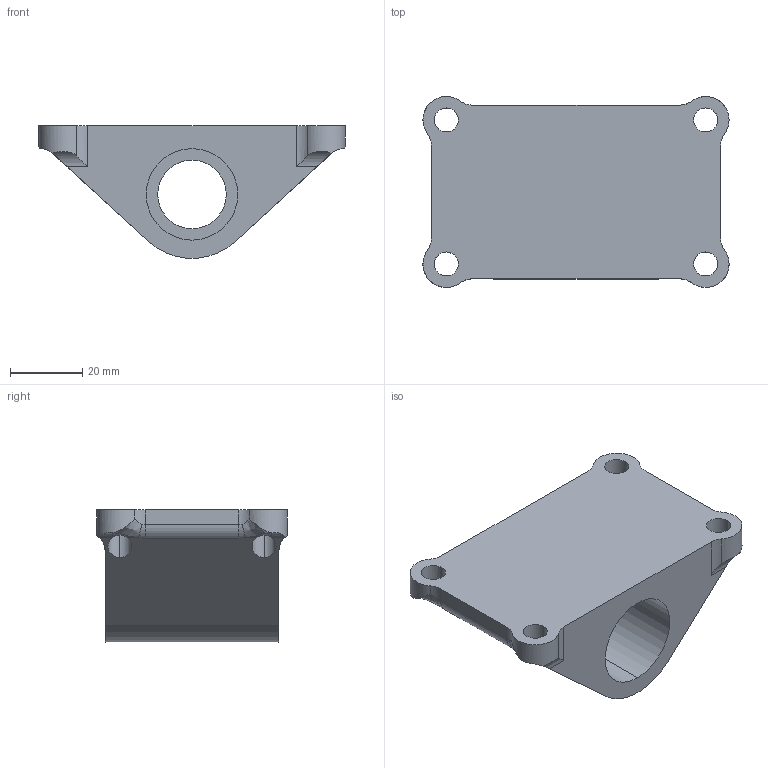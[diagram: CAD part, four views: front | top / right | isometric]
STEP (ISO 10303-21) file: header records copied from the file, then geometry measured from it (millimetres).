
FILE_DESCRIPTION (( 'STEP AP214' ), '1' );
FILE_NAME ('4400-23-P-0615.STEP', '2023-04-03T19:37:57', ( '' ), ( '' ), 'SwSTEP 2.0', 'SolidWorks 2022', '' );
FILE_SCHEMA (( 'AUTOMOTIVE_DESIGN' ));
Length unit declared in the file: inch
Products named in the file (1): 4400-23-P-0615
Bounding box: 85.02 x 53.01 x 36.77 mm (x, y, z)
Volume: 69444.4 mm3; surface area: 17291.8 mm2
Topology: 1 solids, 1 shells, 61 faces, 170 edges, 108 vertices
Faces by surface type: cylinder 41, bspline 12, plane 8
Entity records: 2692 total; most frequent: CARTESIAN_POINT 1244, ORIENTED_EDGE 340, DIRECTION 252, EDGE_CURVE 170, VERTEX_POINT 108, AXIS2_PLACEMENT_3D 98, EDGE_LOOP 68, FACE_OUTER_BOUND 61
